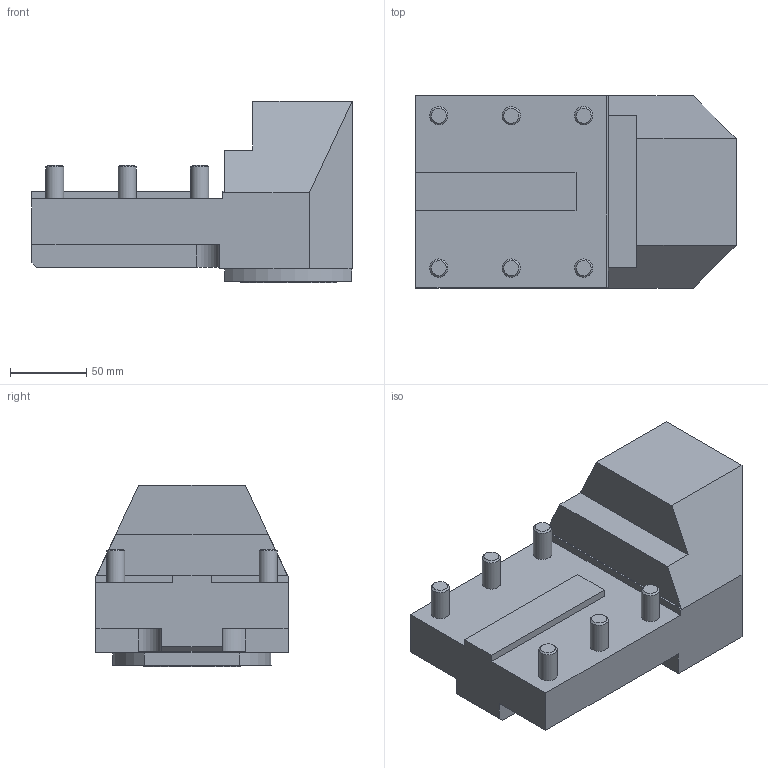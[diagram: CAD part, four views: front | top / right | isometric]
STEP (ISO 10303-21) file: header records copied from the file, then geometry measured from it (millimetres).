
FILE_DESCRIPTION(/* description */ (''),/* implementation_level */ '2;1');
FILE_NAME(/* name */ '1597310059280.stp',/* time_stamp */ '2020-08-13T11:14:26+02:00',/* author */ (''),/* organization */ ('SMS'),/* preprocessor_version */ 'ST-DEVELOPER v16.7',/* originating_system */ 'SIEMENS PLM Software NX 12.0',/* authorisation */ '');
FILE_SCHEMA (('AUTOMOTIVE_DESIGN { 1 0 10303 214 3 1 1 1 }'));
Length unit declared in the file: millimetre
Products named in the file (1): 200838931mod000_02
Bounding box: 210 x 126 x 119 mm (x, y, z)
Volume: 1515250.7 mm3; surface area: 112617.7 mm2
Topology: 1 solids, 1 shells, 67 faces, 160 edges, 108 vertices
Faces by surface type: plane 41, cone 14, cylinder 12
Full cylindrical faces by diameter (mm): 4 x1, 12 x6, 63 x1
Entity records: 1932 total; most frequent: CARTESIAN_POINT 380, DIRECTION 319, ORIENTED_EDGE 278, EDGE_CURVE 139, AXIS2_PLACEMENT_3D 114, VERTEX_POINT 98, LINE 91, VECTOR 91
